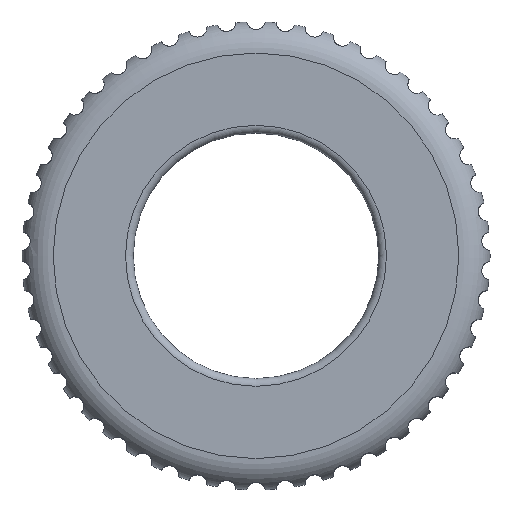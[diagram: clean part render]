
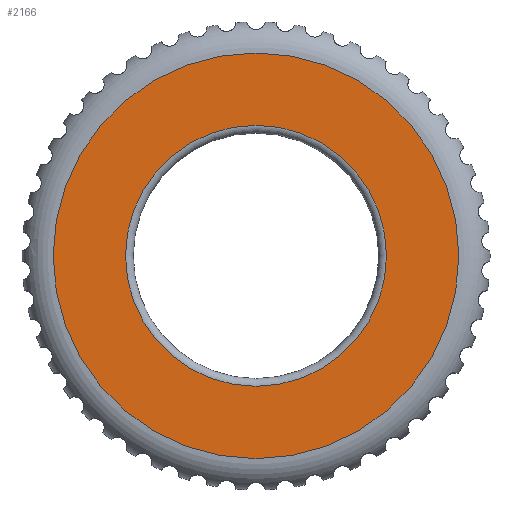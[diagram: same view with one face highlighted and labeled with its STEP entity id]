
A CAD part, top view. The second image highlights one B-rep face of the part: STEP entity #2166.
In plain terms, the highlighted planar face has unit normal (0, 0, 1).
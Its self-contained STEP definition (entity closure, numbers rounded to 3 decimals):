
#17=FACE_BOUND('',#261,.T.);
#20=PLANE('',#2409);
#142=FACE_OUTER_BOUND('',#260,.T.);
#260=EDGE_LOOP('',(#1942));
#261=EDGE_LOOP('',(#1943));
#266=CIRCLE('',#2241,13.);
#374=CIRCLE('',#2401,8.367);
#923=VERTEX_POINT('',#6030);
#928=VERTEX_POINT('',#6937);
#1149=EDGE_CURVE('',#923,#923,#266,.T.);
#1265=EDGE_CURVE('',#928,#928,#374,.T.);
#1942=ORIENTED_EDGE('',*,*,#1149,.T.);
#1943=ORIENTED_EDGE('',*,*,#1265,.F.);
#2166=ADVANCED_FACE('',(#142,#17),#20,.T.);
#2241=AXIS2_PLACEMENT_3D('',#6031,#2637,#2638);
#2401=AXIS2_PLACEMENT_3D('',#6939,#2957,#2958);
#2409=AXIS2_PLACEMENT_3D('',#6948,#2973,#2974);
#2637=DIRECTION('center_axis',(0.,0.,1.));
#2638=DIRECTION('ref_axis',(1.,0.,0.));
#2957=DIRECTION('center_axis',(0.,0.,1.));
#2958=DIRECTION('ref_axis',(1.,0.,0.));
#2973=DIRECTION('center_axis',(0.,0.,1.));
#2974=DIRECTION('ref_axis',(1.,0.,0.));
#6030=CARTESIAN_POINT('',(-13.,0.,5.));
#6031=CARTESIAN_POINT('Origin',(0.,0.,5.));
#6937=CARTESIAN_POINT('',(-8.367,0.,5.));
#6939=CARTESIAN_POINT('Origin',(0.,0.,5.));
#6948=CARTESIAN_POINT('Origin',(0.,-8.367,5.));
